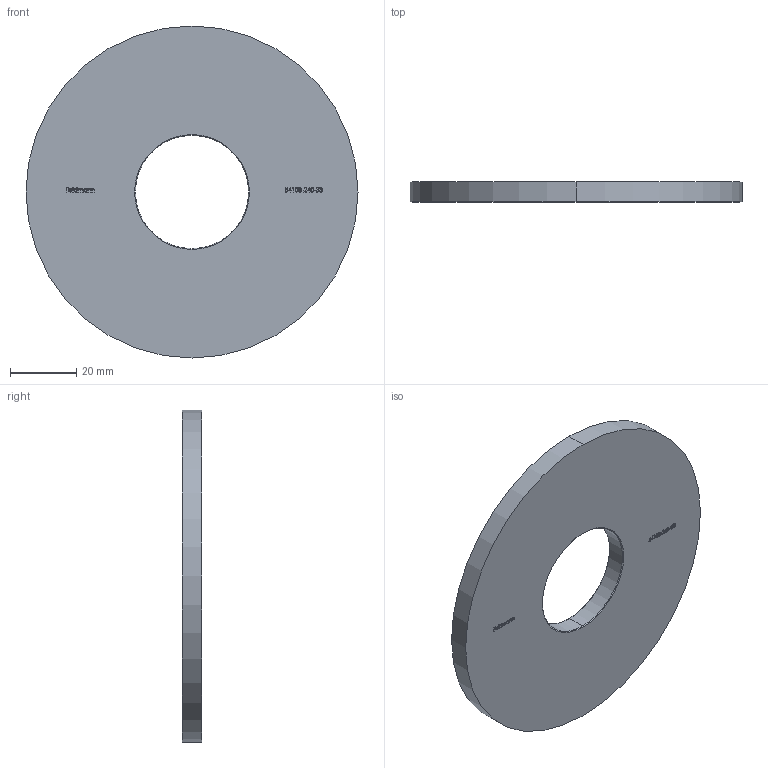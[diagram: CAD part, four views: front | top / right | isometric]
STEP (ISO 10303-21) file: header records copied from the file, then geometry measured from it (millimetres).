
FILE_DESCRIPTION (( 'STEP AP203' ), '1' );
FILE_NAME ('54108-240-33.step', '2020-10-21T10:59:29', ( '' ), ( '' ), 'SwSTEP 2.0', 'SolidWorks 2018', '' );
FILE_SCHEMA (( 'CONFIG_CONTROL_DESIGN' ));
Length unit declared in the file: millimetre
Products named in the file (2): 54108-240-33
Bounding box: 100 x 6 x 100 mm (x, y, z)
Volume: 41636.9 mm3; surface area: 16388.9 mm2
Topology: 1 solids, 1 shells, 276 faces, 731 edges, 486 vertices
Faces by surface type: plane 143, bspline 125, cone 4, cylinder 4
Entity records: 15424 total; most frequent: CARTESIAN_POINT 9260, ORIENTED_EDGE 1462, DIRECTION 799, EDGE_CURVE 731, VERTEX_POINT 486, VECTOR 469, LINE 469, EDGE_LOOP 307
